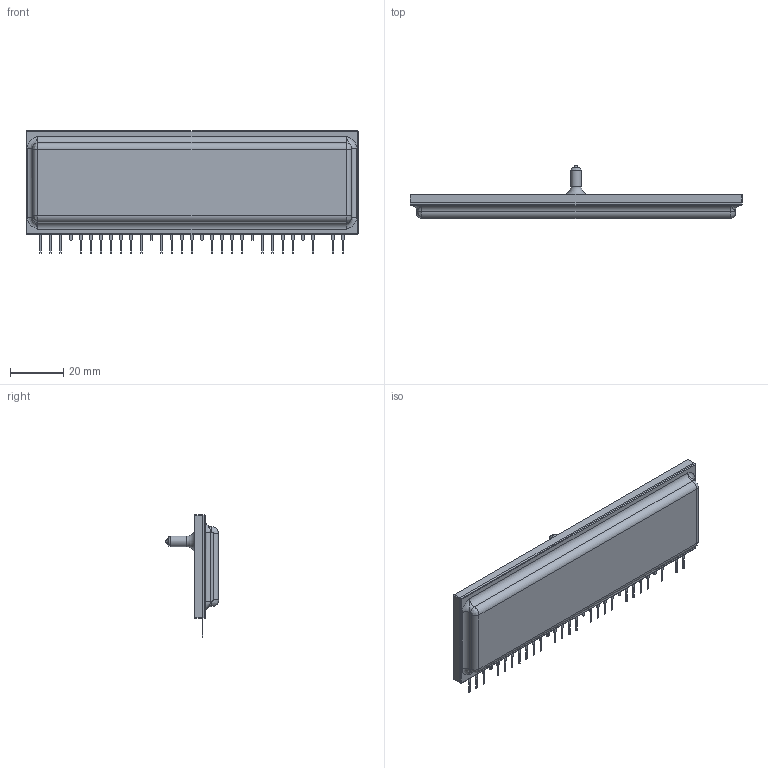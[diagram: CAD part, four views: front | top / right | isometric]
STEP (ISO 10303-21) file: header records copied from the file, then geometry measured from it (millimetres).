
FILE_DESCRIPTION(/* description */ (''),/* implementation_level */ '2;1');
FILE_NAME(/* name */ 'ILT6-30M.step',/* time_stamp */ '2019-04-17T22:57:54+03:00',/* author */ (''),/* organization */ (''),/* preprocessor_version */ 'ST-DEVELOPER v17.2',/* originating_system */ 'Autodesk Translation Framework v7.6.0.251',/* authorisation */ '');
FILE_SCHEMA (('AUTOMOTIVE_DESIGN { 1 0 10303 214 3 1 1 }'));
Length unit declared in the file: millimetre
Products named in the file (37): (Unsaved); ILT6-30M; Front pannel; Back pannel; Pins; Component5; Component7; Component8; Component9; Component10; Component11; Component12; Component13; Component14; Component15; Component16; Component17; Component18; Component19; Component20; Component21; Component22; Component23; Component24; Component25; Component26; Component27; Component28; Component29; Component30; Component31; Component32; Component33; Component34; Component35; Component36; Display
Assembly tree (36 placements, depth 5):
  (Unsaved)
    ILT6-30M
      Front pannel
      Back pannel
      Pins
        Component5
          Component7
          Component8
          Component9
          Component10
          Component11
          Component12
          Component13
          Component14
          Component15
          Component16
          Component17
          Component18
          Component19
          Component20
          Component21
          Component22
          Component23
          Component24
          Component25
          Component26
          Component27
          Component28
          Component29
          Component30
          Component31
          Component32
          Component33
          Component34
          Component35
          Component36
      Display
Bounding box: 125 x 20 x 46 mm (x, y, z)
Volume: 33373.8 mm3; surface area: 36497.6 mm2
Topology: 33 solids, 34 shells, 358 faces, 842 edges, 550 vertices
Faces by surface type: plane 318, cylinder 21, bspline 9, torus 6, sphere 4
Full cylindrical faces by diameter (mm): 4 x1
Entity records: 11584 total; most frequent: CARTESIAN_POINT 2262, DIRECTION 1735, ORIENTED_EDGE 1676, EDGE_CURVE 838, LINE 765, VECTOR 765, VERTEX_POINT 550, AXIS2_PLACEMENT_3D 485
